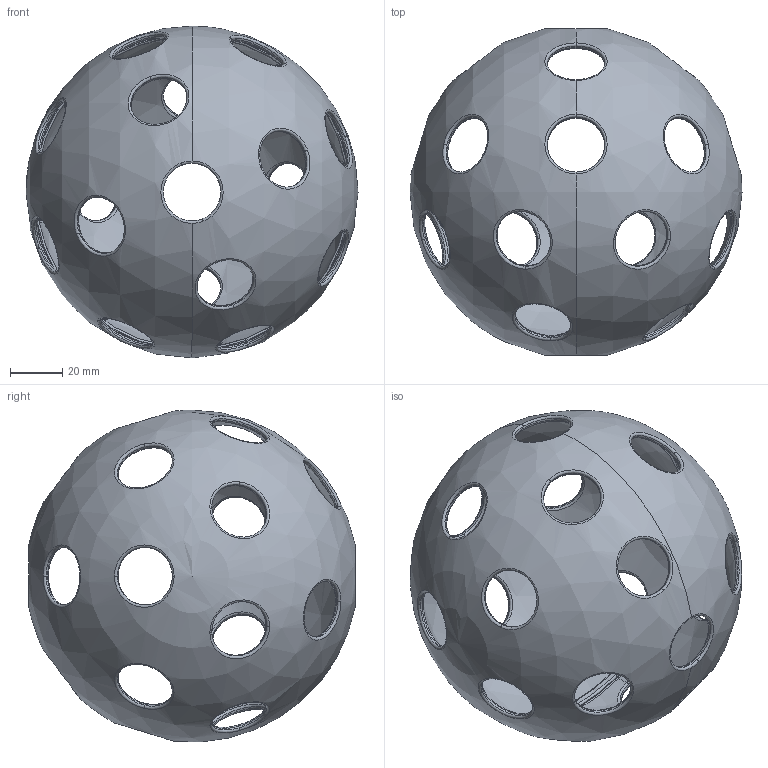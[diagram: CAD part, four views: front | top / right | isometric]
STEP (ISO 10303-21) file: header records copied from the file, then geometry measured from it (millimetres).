
FILE_DESCRIPTION (( 'STEP AP214' ), '1' );
FILE_NAME ('am-3376 Fuel.STEP', '2017-01-06T15:21:36', ( '' ), ( '' ), 'SwSTEP 2.0', 'SolidWorks 2014', '' );
FILE_SCHEMA (( 'AUTOMOTIVE_DESIGN' ));
Length unit declared in the file: inch
Products named in the file (1): am-3376 Fuel
Bounding box: 127 x 124.77 x 126.89 mm (x, y, z)
Volume: 90731 mm3; surface area: 81513.4 mm2
Topology: 1 solids, 1 shells, 174 faces, 417 edges, 231 vertices
Faces by surface type: torus 112, cylinder 54, sphere 6, plane 2
Entity records: 7476 total; most frequent: DIRECTION 1120, ORIENTED_EDGE 824, CARTESIAN_POINT 815, AXIS2_PLACEMENT_3D 533, EDGE_CURVE 412, CIRCLE 358, VERTEX_POINT 228, EDGE_LOOP 212
